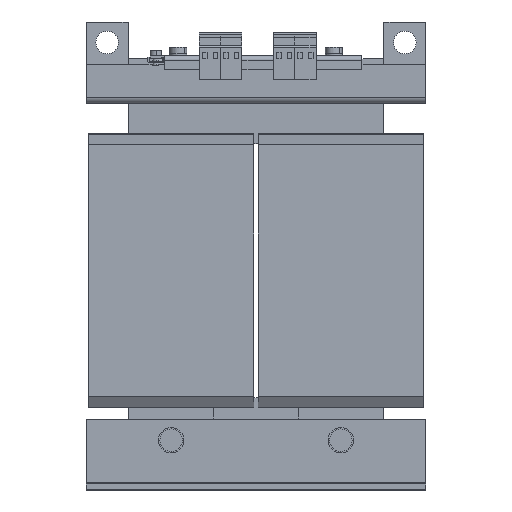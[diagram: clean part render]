
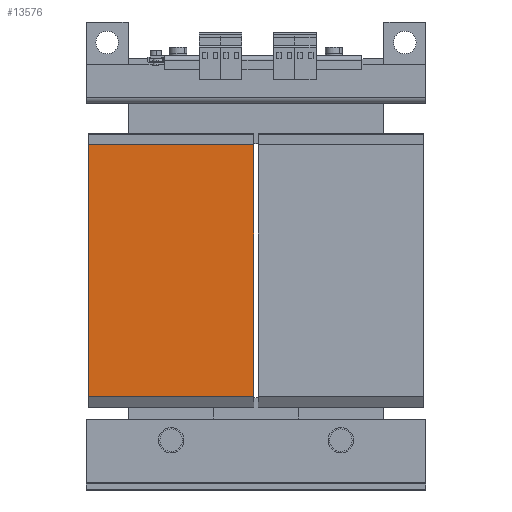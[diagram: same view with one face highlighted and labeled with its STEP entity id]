
A CAD part, top view. The second image highlights one B-rep face of the part: STEP entity #13576.
In plain terms, the highlighted planar face has unit normal (0, 0, 1).
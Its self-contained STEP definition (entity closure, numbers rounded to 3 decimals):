
#480 = EDGE_CURVE ( 'NONE', #16268, #17477, #15524, .T. ) ;
#561 = EDGE_CURVE ( 'NONE', #17477, #16902, #14131, .T. ) ;
#1703 = DIRECTION ( 'NONE',  ( -1., 0., 0. ) ) ;
#1949 = CARTESIAN_POINT ( 'NONE',  ( -1.5, 0., 66. ) ) ;
#2223 = VECTOR ( 'NONE', #10903, 1000. ) ;
#2451 = EDGE_CURVE ( 'NONE', #6557, #16902, #15701, .T. ) ;
#2821 = ORIENTED_EDGE ( 'NONE', *, *, #14271, .F. ) ;
#3214 = VECTOR ( 'NONE', #11511, 1000. ) ;
#3326 = CARTESIAN_POINT ( 'NONE',  ( -118.5, 89., 66. ) ) ;
#4843 = CARTESIAN_POINT ( 'NONE',  ( -1.5, -89., 66. ) ) ;
#6187 = LINE ( 'NONE', #6965, #3214 ) ;
#6557 = VERTEX_POINT ( 'NONE', #16842 ) ;
#6965 = CARTESIAN_POINT ( 'NONE',  ( -1.5, 0., 66. ) ) ;
#8257 = ORIENTED_EDGE ( 'NONE', *, *, #480, .T. ) ;
#8903 = ORIENTED_EDGE ( 'NONE', *, *, #561, .T. ) ;
#10414 = PLANE ( 'NONE',  #18920 ) ;
#10428 = DIRECTION ( 'NONE',  ( 0., -1., 0. ) ) ;
#10903 = DIRECTION ( 'NONE',  ( -1., 0., 0. ) ) ;
#11446 = FACE_OUTER_BOUND ( 'NONE', #12750, .T. ) ;
#11511 = DIRECTION ( 'NONE',  ( 0., -1., 0. ) ) ;
#11793 = CARTESIAN_POINT ( 'NONE',  ( -118.5, 0., 66. ) ) ;
#12068 = CARTESIAN_POINT ( 'NONE',  ( -1.5, 89., 66. ) ) ;
#12750 = EDGE_LOOP ( 'NONE', ( #8903, #18922, #2821, #8257 ) ) ;
#12754 = VECTOR ( 'NONE', #10428, 1000. ) ;
#13053 = CARTESIAN_POINT ( 'NONE',  ( -1.5, 89., 66. ) ) ;
#13576 = ADVANCED_FACE ( 'NONE', ( #11446 ), #10414, .F. ) ;
#14131 = LINE ( 'NONE', #11793, #12754 ) ;
#14271 = EDGE_CURVE ( 'NONE', #16268, #6557, #6187, .T. ) ;
#14347 = DIRECTION ( 'NONE',  ( -1., 0., 0. ) ) ;
#14611 = VECTOR ( 'NONE', #14347, 1000. ) ;
#15031 = DIRECTION ( 'NONE',  ( 0., 0., -1. ) ) ;
#15096 = CARTESIAN_POINT ( 'NONE',  ( -118.5, -89., 66. ) ) ;
#15524 = LINE ( 'NONE', #13053, #14611 ) ;
#15701 = LINE ( 'NONE', #4843, #2223 ) ;
#16268 = VERTEX_POINT ( 'NONE', #12068 ) ;
#16842 = CARTESIAN_POINT ( 'NONE',  ( -1.5, -89., 66. ) ) ;
#16902 = VERTEX_POINT ( 'NONE', #15096 ) ;
#17477 = VERTEX_POINT ( 'NONE', #3326 ) ;
#18920 = AXIS2_PLACEMENT_3D ( 'NONE', #1949, #15031, #1703 ) ;
#18922 = ORIENTED_EDGE ( 'NONE', *, *, #2451, .F. ) ;
